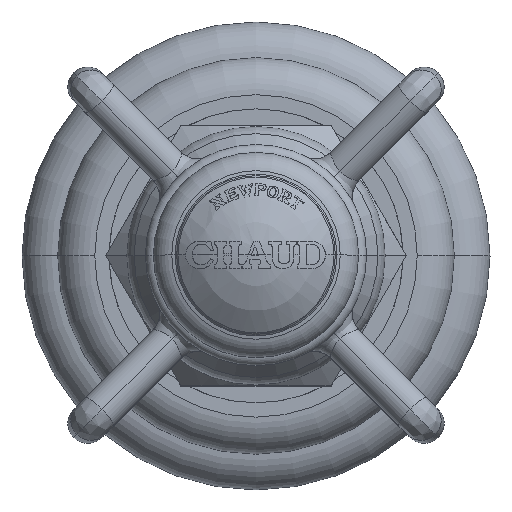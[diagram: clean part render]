
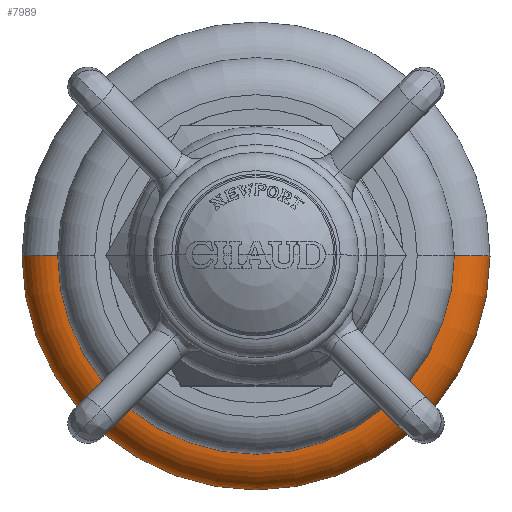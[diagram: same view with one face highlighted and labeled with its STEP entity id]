
A CAD part, top view. The second image highlights one B-rep face of the part: STEP entity #7989.
In plain terms, the highlighted toroidal (fillet/blend) face has major radius 25.219 mm and minor radius 4.753 mm.
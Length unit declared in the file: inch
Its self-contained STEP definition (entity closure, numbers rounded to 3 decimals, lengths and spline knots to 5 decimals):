
#2=CARTESIAN_POINT('',(0.,0.,0.));
#3=DIRECTION('',(0.,0.,-1.));
#4=DIRECTION('',(1.,0.,0.));
#5=AXIS2_PLACEMENT_3D('',#2,#3,#4);
#22=CARTESIAN_POINT('',(0.99286,0.,0.));
#23=DIRECTION('',(0.,-1.,0.));
#24=DIRECTION('',(1.,0.,0.));
#25=AXIS2_PLACEMENT_3D('',#22,#23,#24);
#27=CARTESIAN_POINT('',(-0.99286,0.,0.));
#28=DIRECTION('',(0.,1.,0.));
#29=DIRECTION('',(-1.,0.,0.));
#30=AXIS2_PLACEMENT_3D('',#27,#28,#29);
#47=CARTESIAN_POINT('',(0.,0.,0.187));
#48=DIRECTION('',(0.,0.,-1.));
#49=DIRECTION('',(1.,0.,0.));
#50=AXIS2_PLACEMENT_3D('',#47,#48,#49);
#6869=CARTESIAN_POINT('',(1.,0.,0.187));
#6871=VERTEX_POINT('',#6869);
#6873=CARTESIAN_POINT('',(-1.,0.,0.187));
#6875=VERTEX_POINT('',#6873);
#6881=CARTESIAN_POINT('',(1.18,0.,0.));
#6882=CARTESIAN_POINT('',(-1.18,0.,0.));
#6883=VERTEX_POINT('',#6881);
#6884=VERTEX_POINT('',#6882);
#7974=CARTESIAN_POINT('',(0.,0.,0.));
#7975=DIRECTION('',(0.,0.,-1.));
#7976=DIRECTION('',(-1.,0.,0.));
#7977=AXIS2_PLACEMENT_3D('',#7974,#7975,#7976);
#7978=TOROIDAL_SURFACE('',#7977,0.99286,0.18714);
#7980=ORIENTED_EDGE('',*,*,#7979,.T.);
#7982=ORIENTED_EDGE('',*,*,#7981,.T.);
#7984=ORIENTED_EDGE('',*,*,#7983,.F.);
#7986=ORIENTED_EDGE('',*,*,#7985,.F.);
#7987=EDGE_LOOP('',(#7980,#7982,#7984,#7986));
#7988=FACE_OUTER_BOUND('',#7987,.F.);
#7989=ADVANCED_FACE('',(#7988),#7978,.T.);
#6=CIRCLE('',#5,1.18);
#26=CIRCLE('',#25,0.18714);
#31=CIRCLE('',#30,0.18714);
#51=CIRCLE('',#50,1.);
#7979=EDGE_CURVE('',#6883,#6884,#6,.T.);
#7981=EDGE_CURVE('',#6884,#6875,#31,.T.);
#7983=EDGE_CURVE('',#6871,#6875,#51,.T.);
#7985=EDGE_CURVE('',#6883,#6871,#26,.T.);
